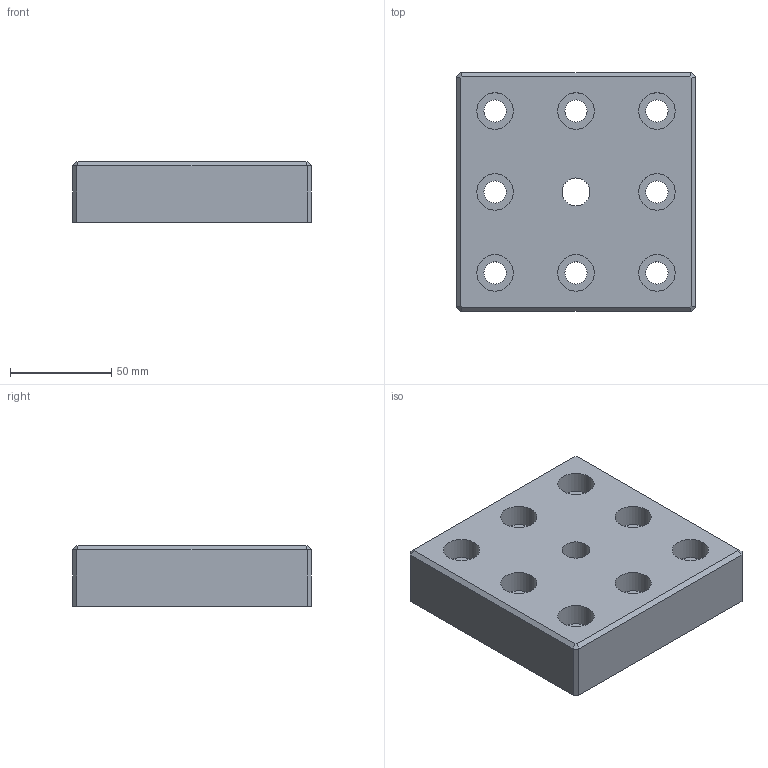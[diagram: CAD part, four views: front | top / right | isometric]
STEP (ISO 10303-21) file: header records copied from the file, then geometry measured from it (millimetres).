
FILE_DESCRIPTION((''),'2;1');
FILE_NAME('SZ0302S_A.stp','2013-08-22T10:08:53',('janine behrens'),(''),'Autodesk Inventor 2012','Autodesk Inventor 2012','');
FILE_SCHEMA(('AUTOMOTIVE_DESIGN { 1 0 10303 214 1 1 1 1 }'));
Length unit declared in the file: millimetre
Products named in the file (1): SZ0302S_A
Bounding box: 118 x 118 x 30 mm (x, y, z)
Volume: 375206 mm3; surface area: 51010.2 mm2
Topology: 1 solids, 1 shells, 43 faces, 92 edges, 59 vertices
Faces by surface type: plane 26, cylinder 17
Full cylindrical faces by diameter (mm): 11 x8, 13.835 x1, 18 x8
Entity records: 1132 total; most frequent: DIRECTION 196, CARTESIAN_POINT 176, ORIENTED_EDGE 148, EDGE_LOOP 86, AXIS2_PLACEMENT_3D 78, EDGE_CURVE 74, VERTEX_POINT 58, FACE_OUTER_BOUND 43
